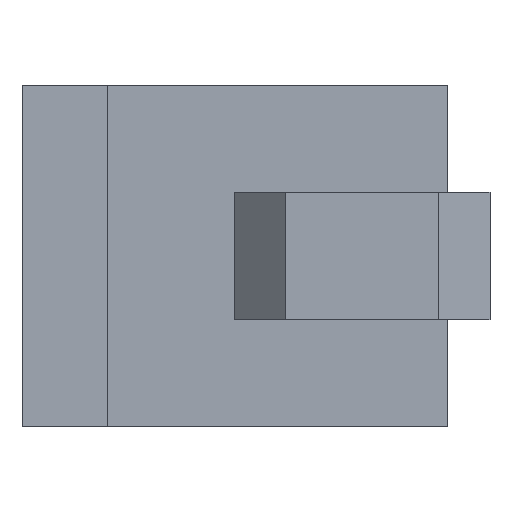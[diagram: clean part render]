
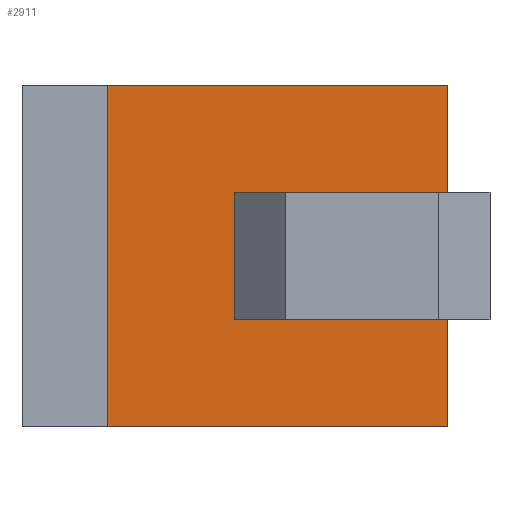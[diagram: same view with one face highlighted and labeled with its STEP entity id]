
A CAD part, front view. The second image highlights one B-rep face of the part: STEP entity #2911.
In plain terms, the highlighted planar face has unit normal (0, -1, 0).
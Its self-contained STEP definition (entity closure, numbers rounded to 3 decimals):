
#105=CIRCLE('',#3154,3.95);
#111=CIRCLE('',#3165,3.95);
#666=ORIENTED_EDGE('',*,*,#1341,.T.);
#667=ORIENTED_EDGE('',*,*,#1309,.T.);
#668=ORIENTED_EDGE('',*,*,#1313,.T.);
#669=ORIENTED_EDGE('',*,*,#1321,.T.);
#670=ORIENTED_EDGE('',*,*,#1330,.T.);
#671=ORIENTED_EDGE('',*,*,#1334,.T.);
#672=ORIENTED_EDGE('',*,*,#1349,.T.);
#673=ORIENTED_EDGE('',*,*,#1350,.F.);
#674=ORIENTED_EDGE('',*,*,#1351,.F.);
#675=ORIENTED_EDGE('',*,*,#1347,.T.);
#1309=EDGE_CURVE('',#1661,#1669,#105,.T.);
#1313=EDGE_CURVE('',#1669,#1673,#1964,.T.);
#1321=EDGE_CURVE('',#1673,#1679,#1970,.T.);
#1330=EDGE_CURVE('',#1679,#1687,#111,.T.);
#1334=EDGE_CURVE('',#1687,#1691,#1975,.T.);
#1341=EDGE_CURVE('',#1691,#1661,#1980,.T.);
#1347=EDGE_CURVE('',#1701,#1700,#1984,.T.);
#1349=EDGE_CURVE('',#1700,#1702,#1986,.T.);
#1350=EDGE_CURVE('',#1703,#1702,#1987,.T.);
#1351=EDGE_CURVE('',#1701,#1703,#1988,.T.);
#1661=VERTEX_POINT('',#4675);
#1669=VERTEX_POINT('',#4697);
#1673=VERTEX_POINT('',#4706);
#1679=VERTEX_POINT('',#4721);
#1687=VERTEX_POINT('',#4745);
#1691=VERTEX_POINT('',#4754);
#1700=VERTEX_POINT('',#4779);
#1701=VERTEX_POINT('',#4781);
#1702=VERTEX_POINT('',#4785);
#1703=VERTEX_POINT('',#4787);
#1964=LINE('',#4707,#2277);
#1970=LINE('',#4722,#2283);
#1975=LINE('',#4755,#2288);
#1980=LINE('',#4767,#2293);
#1984=LINE('',#4780,#2297);
#1986=LINE('',#4784,#2299);
#1987=LINE('',#4786,#2300);
#1988=LINE('',#4788,#2301);
#2277=VECTOR('',#3743,1000.);
#2283=VECTOR('',#3755,1000.);
#2288=VECTOR('',#3776,1000.);
#2293=VECTOR('',#3787,1000.);
#2297=VECTOR('',#3799,1000.);
#2299=VECTOR('',#3803,1000.);
#2300=VECTOR('',#3804,1000.);
#2301=VECTOR('',#3805,1000.);
#2486=EDGE_LOOP('',(#666,#667,#668,#669,#670,#671));
#2487=EDGE_LOOP('',(#672,#673,#674,#675));
#2652=FACE_BOUND('',#2486,.T.);
#2653=FACE_BOUND('',#2487,.T.);
#2787=PLANE('',#3174);
#2911=ADVANCED_FACE('',(#2652,#2653),#2787,.F.);
#3154=AXIS2_PLACEMENT_3D('',#4698,#3736,#3737);
#3165=AXIS2_PLACEMENT_3D('',#4746,#3769,#3770);
#3174=AXIS2_PLACEMENT_3D('',#4783,#3801,#3802);
#3736=DIRECTION('',(0.,1.,0.));
#3737=DIRECTION('',(1.,0.,0.));
#3743=DIRECTION('',(0.,0.,1.));
#3755=DIRECTION('',(1.,0.,0.));
#3769=DIRECTION('',(0.,1.,0.));
#3770=DIRECTION('',(1.,0.,0.));
#3776=DIRECTION('',(0.,0.,-1.));
#3787=DIRECTION('',(-1.,0.,0.));
#3799=DIRECTION('',(-1.,0.,0.));
#3801=DIRECTION('',(0.,1.,0.));
#3802=DIRECTION('',(0.,0.,1.));
#3803=DIRECTION('',(0.,0.,-1.));
#3804=DIRECTION('',(-1.,0.,0.));
#3805=DIRECTION('',(0.,0.,-1.));
#4675=CARTESIAN_POINT('',(-0.05,0.,-3.5));
#4697=CARTESIAN_POINT('',(-4.,0.,0.45));
#4698=CARTESIAN_POINT('',(-0.05,0.,0.45));
#4706=CARTESIAN_POINT('',(-4.,0.,3.5));
#4707=CARTESIAN_POINT('',(-4.,0.,0.45));
#4721=CARTESIAN_POINT('',(0.05,0.,3.5));
#4722=CARTESIAN_POINT('',(-4.,0.,3.5));
#4745=CARTESIAN_POINT('',(4.,0.,-0.45));
#4746=CARTESIAN_POINT('',(0.05,0.,-0.45));
#4754=CARTESIAN_POINT('',(4.,0.,-3.5));
#4755=CARTESIAN_POINT('',(4.,0.,-0.45));
#4767=CARTESIAN_POINT('',(4.,0.,-3.5));
#4779=CARTESIAN_POINT('',(-15.,0.,10.));
#4780=CARTESIAN_POINT('',(5.,0.,10.));
#4781=CARTESIAN_POINT('',(5.,0.,10.));
#4783=CARTESIAN_POINT('',(5.,0.,10.));
#4784=CARTESIAN_POINT('',(-15.,0.,10.));
#4785=CARTESIAN_POINT('',(-15.,0.,-10.));
#4786=CARTESIAN_POINT('',(5.,0.,-10.));
#4787=CARTESIAN_POINT('',(5.,0.,-10.));
#4788=CARTESIAN_POINT('',(5.,0.,10.));
